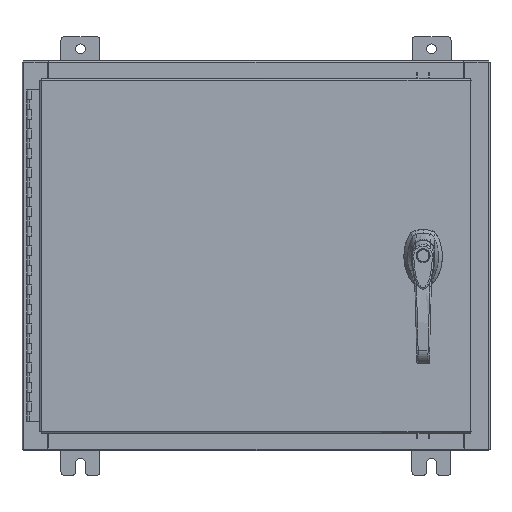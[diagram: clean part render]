
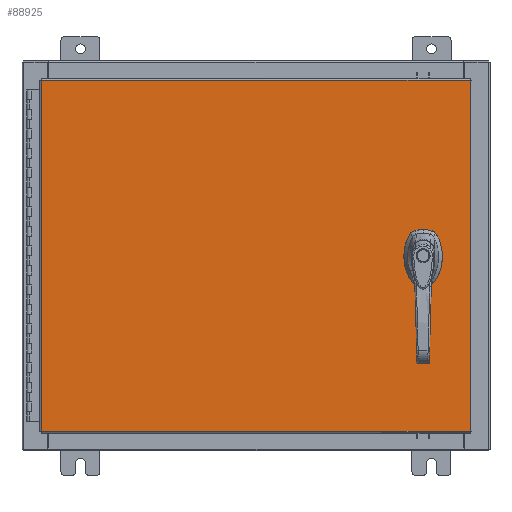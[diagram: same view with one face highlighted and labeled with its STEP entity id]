
A CAD part, top view. The second image highlights one B-rep face of the part: STEP entity #88925.
In plain terms, the highlighted planar face has unit normal (0, 0, 1).
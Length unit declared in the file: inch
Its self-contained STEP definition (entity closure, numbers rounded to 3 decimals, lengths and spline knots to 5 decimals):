
#537 = LINE ( 'NONE', #99070, #84973 ) ;
#643 = CARTESIAN_POINT ( 'NONE',  ( 10.9903, -9.0063, 0. ) ) ;
#654 = EDGE_CURVE ( 'NONE', #106698, #106661, #11660, .T. ) ;
#1243 = DIRECTION ( 'NONE',  ( 1., 0., 0. ) ) ;
#2419 = EDGE_CURVE ( 'NONE', #65928, #27851, #33906, .T. ) ;
#2500 = EDGE_CURVE ( 'NONE', #95656, #90869, #8817, .T. ) ;
#3103 = CARTESIAN_POINT ( 'NONE',  ( -10.9903, 9.0063, 0. ) ) ;
#3218 = CARTESIAN_POINT ( 'NONE',  ( 0., 0., 0. ) ) ;
#5381 = CARTESIAN_POINT ( 'NONE',  ( 8.981, -0.20023, 0. ) ) ;
#6761 = ORIENTED_EDGE ( 'NONE', *, *, #101834, .F. ) ;
#8330 = DIRECTION ( 'NONE',  ( -1., 0., 0. ) ) ;
#8817 = LINE ( 'NONE', #27945, #95805 ) ;
#9531 = VECTOR ( 'NONE', #85434, 39.37008 ) ;
#10038 = EDGE_CURVE ( 'NONE', #30822, #20471, #101862, .T. ) ;
#10614 = DIRECTION ( 'NONE',  ( 0., 0., 1. ) ) ;
#11328 = CIRCLE ( 'NONE', #53496, 0.45 ) ;
#11660 = LINE ( 'NONE', #101934, #59185 ) ;
#11726 = PLANE ( 'NONE',  #88873 ) ;
#12190 = CARTESIAN_POINT ( 'NONE',  ( 8.578, -1.338, 0. ) ) ;
#12410 = EDGE_LOOP ( 'NONE', ( #57106, #18744, #55449, #27395 ) ) ;
#13535 = EDGE_CURVE ( 'NONE', #55036, #72443, #90834, .T. ) ;
#13939 = CARTESIAN_POINT ( 'NONE',  ( 8.77823, 0.403, 0. ) ) ;
#18744 = ORIENTED_EDGE ( 'NONE', *, *, #10038, .T. ) ;
#20235 = DIRECTION ( 'NONE',  ( -1., 0., 0. ) ) ;
#20471 = VERTEX_POINT ( 'NONE', #87117 ) ;
#21446 = VERTEX_POINT ( 'NONE', #64175 ) ;
#23962 = EDGE_LOOP ( 'NONE', ( #42285, #96869, #105747, #58974, #72242, #6761, #103770, #32539 ) ) ;
#26161 = ORIENTED_EDGE ( 'NONE', *, *, #50334, .F. ) ;
#26300 = DIRECTION ( 'NONE',  ( 0., 0., 1. ) ) ;
#27380 = CIRCLE ( 'NONE', #98312, 0.45 ) ;
#27395 = ORIENTED_EDGE ( 'NONE', *, *, #13535, .T. ) ;
#27851 = VERTEX_POINT ( 'NONE', #91351 ) ;
#27945 = CARTESIAN_POINT ( 'NONE',  ( 8.175, 0., 0. ) ) ;
#29144 = LINE ( 'NONE', #109337, #71338 ) ;
#29901 = EDGE_CURVE ( 'NONE', #72443, #30822, #103338, .T. ) ;
#30822 = VERTEX_POINT ( 'NONE', #103740 ) ;
#32297 = VERTEX_POINT ( 'NONE', #5381 ) ;
#32539 = ORIENTED_EDGE ( 'NONE', *, *, #74097, .F. ) ;
#33906 = CIRCLE ( 'NONE', #102140, 0.1715 ) ;
#34172 = AXIS2_PLACEMENT_3D ( 'NONE', #76820, #26300, #85279 ) ;
#34957 = CIRCLE ( 'NONE', #47182, 0.45 ) ;
#36125 = VECTOR ( 'NONE', #88050, 39.37008 ) ;
#36448 = DIRECTION ( 'NONE',  ( 0., 0., -1. ) ) ;
#40789 = CARTESIAN_POINT ( 'NONE',  ( 8.578, 0., 0. ) ) ;
#42285 = ORIENTED_EDGE ( 'NONE', *, *, #74774, .T. ) ;
#42842 = CARTESIAN_POINT ( 'NONE',  ( 8.578, 0., 0. ) ) ;
#43780 = EDGE_CURVE ( 'NONE', #20471, #55036, #29144, .T. ) ;
#44174 = CARTESIAN_POINT ( 'NONE',  ( -10.9903, 9.0063, 0. ) ) ;
#47110 = CARTESIAN_POINT ( 'NONE',  ( 8.37777, 0.403, 0. ) ) ;
#47182 = AXIS2_PLACEMENT_3D ( 'NONE', #40789, #99702, #49234 ) ;
#47980 = DIRECTION ( 'NONE',  ( 1., 0., 0. ) ) ;
#49234 = DIRECTION ( 'NONE',  ( 1., 0., 0. ) ) ;
#50334 = EDGE_CURVE ( 'NONE', #27851, #65928, #76053, .T. ) ;
#51289 = DIRECTION ( 'NONE',  ( 1., 0., 0. ) ) ;
#51717 = CARTESIAN_POINT ( 'NONE',  ( 8.175, 0.20023, 0. ) ) ;
#51760 = DIRECTION ( 'NONE',  ( 0., 0., 1. ) ) ;
#53496 = AXIS2_PLACEMENT_3D ( 'NONE', #61135, #10614, #69585 ) ;
#53615 = DIRECTION ( 'NONE',  ( 1., 0., 0. ) ) ;
#54493 = CARTESIAN_POINT ( 'NONE',  ( 8.175, -0.20023, 0. ) ) ;
#55036 = VERTEX_POINT ( 'NONE', #44174 ) ;
#55308 = LINE ( 'NONE', #72698, #57969 ) ;
#55449 = ORIENTED_EDGE ( 'NONE', *, *, #43780, .T. ) ;
#57106 = ORIENTED_EDGE ( 'NONE', *, *, #29901, .T. ) ;
#57477 = DIRECTION ( 'NONE',  ( 0., 0., 1. ) ) ;
#57969 = VECTOR ( 'NONE', #47980, 39.37008 ) ;
#58974 = ORIENTED_EDGE ( 'NONE', *, *, #81831, .F. ) ;
#59123 = VERTEX_POINT ( 'NONE', #92112 ) ;
#59185 = VECTOR ( 'NONE', #67302, 39.37008 ) ;
#60700 = CARTESIAN_POINT ( 'NONE',  ( 8.7495, -1.338, 0. ) ) ;
#61135 = CARTESIAN_POINT ( 'NONE',  ( 8.578, 0., 0. ) ) ;
#63110 = VECTOR ( 'NONE', #87553, 39.37008 ) ;
#64175 = CARTESIAN_POINT ( 'NONE',  ( 8.37777, -0.403, 0. ) ) ;
#65928 = VERTEX_POINT ( 'NONE', #60700 ) ;
#67302 = DIRECTION ( 'NONE',  ( -1., 0., 0. ) ) ;
#69585 = DIRECTION ( 'NONE',  ( 1., 0., 0. ) ) ;
#71338 = VECTOR ( 'NONE', #8330, 39.37008 ) ;
#71606 = FACE_BOUND ( 'NONE', #23962, .T. ) ;
#72242 = ORIENTED_EDGE ( 'NONE', *, *, #2500, .F. ) ;
#72443 = VERTEX_POINT ( 'NONE', #93686 ) ;
#72638 = EDGE_CURVE ( 'NONE', #59123, #32297, #11328, .T. ) ;
#72698 = CARTESIAN_POINT ( 'NONE',  ( 0., -0.403, 0. ) ) ;
#74097 = EDGE_CURVE ( 'NONE', #108928, #106698, #34957, .T. ) ;
#74774 = EDGE_CURVE ( 'NONE', #108928, #32297, #537, .T. ) ;
#75681 = ORIENTED_EDGE ( 'NONE', *, *, #2419, .F. ) ;
#76053 = CIRCLE ( 'NONE', #34172, 0.1715 ) ;
#76820 = CARTESIAN_POINT ( 'NONE',  ( 8.578, -1.338, 0. ) ) ;
#79600 = CARTESIAN_POINT ( 'NONE',  ( -10.9903, -9.0063, 0. ) ) ;
#81831 = EDGE_CURVE ( 'NONE', #90869, #21446, #27380, .T. ) ;
#82055 = DIRECTION ( 'NONE',  ( 0., -1., 0. ) ) ;
#82176 = DIRECTION ( 'NONE',  ( 0., -1., 0. ) ) ;
#84973 = VECTOR ( 'NONE', #82176, 39.37008 ) ;
#85279 = DIRECTION ( 'NONE',  ( 1., 0., 0. ) ) ;
#85434 = DIRECTION ( 'NONE',  ( 0., 1., 0. ) ) ;
#86139 = FACE_BOUND ( 'NONE', #104698, .T. ) ;
#87117 = CARTESIAN_POINT ( 'NONE',  ( 10.9903, 9.0063, 0. ) ) ;
#87553 = DIRECTION ( 'NONE',  ( 0., -1., 0. ) ) ;
#88050 = DIRECTION ( 'NONE',  ( 1., 0., 0. ) ) ;
#88873 = AXIS2_PLACEMENT_3D ( 'NONE', #3218, #36448, #20235 ) ;
#88925 = ADVANCED_FACE ( 'NONE', ( #86139, #91379, #71606 ), #11726, .F. ) ;
#90514 = CARTESIAN_POINT ( 'NONE',  ( 8.981, 0.20023, 0. ) ) ;
#90834 = LINE ( 'NONE', #3103, #63110 ) ;
#90869 = VERTEX_POINT ( 'NONE', #54493 ) ;
#91351 = CARTESIAN_POINT ( 'NONE',  ( 8.4065, -1.338, 0. ) ) ;
#91379 = FACE_OUTER_BOUND ( 'NONE', #12410, .T. ) ;
#92112 = CARTESIAN_POINT ( 'NONE',  ( 8.77823, -0.403, 0. ) ) ;
#93686 = CARTESIAN_POINT ( 'NONE',  ( -10.9903, -9.0063, 0. ) ) ;
#95564 = AXIS2_PLACEMENT_3D ( 'NONE', #102253, #51760, #1243 ) ;
#95656 = VERTEX_POINT ( 'NONE', #51717 ) ;
#95805 = VECTOR ( 'NONE', #82055, 39.37008 ) ;
#96204 = CIRCLE ( 'NONE', #95564, 0.45 ) ;
#96869 = ORIENTED_EDGE ( 'NONE', *, *, #72638, .F. ) ;
#98312 = AXIS2_PLACEMENT_3D ( 'NONE', #42842, #101794, #51289 ) ;
#99070 = CARTESIAN_POINT ( 'NONE',  ( 8.981, 0., 0. ) ) ;
#99702 = DIRECTION ( 'NONE',  ( 0., 0., 1. ) ) ;
#101794 = DIRECTION ( 'NONE',  ( 0., 0., 1. ) ) ;
#101834 = EDGE_CURVE ( 'NONE', #106661, #95656, #96204, .T. ) ;
#101862 = LINE ( 'NONE', #643, #9531 ) ;
#101934 = CARTESIAN_POINT ( 'NONE',  ( 0., 0.403, 0. ) ) ;
#102140 = AXIS2_PLACEMENT_3D ( 'NONE', #12190, #57477, #53615 ) ;
#102200 = EDGE_CURVE ( 'NONE', #21446, #59123, #55308, .T. ) ;
#102253 = CARTESIAN_POINT ( 'NONE',  ( 8.578, 0., 0. ) ) ;
#103338 = LINE ( 'NONE', #79600, #36125 ) ;
#103740 = CARTESIAN_POINT ( 'NONE',  ( 10.9903, -9.0063, 0. ) ) ;
#103770 = ORIENTED_EDGE ( 'NONE', *, *, #654, .F. ) ;
#104698 = EDGE_LOOP ( 'NONE', ( #75681, #26161 ) ) ;
#105747 = ORIENTED_EDGE ( 'NONE', *, *, #102200, .F. ) ;
#106661 = VERTEX_POINT ( 'NONE', #47110 ) ;
#106698 = VERTEX_POINT ( 'NONE', #13939 ) ;
#108928 = VERTEX_POINT ( 'NONE', #90514 ) ;
#109337 = CARTESIAN_POINT ( 'NONE',  ( 10.9903, 9.0063, 0. ) ) ;
